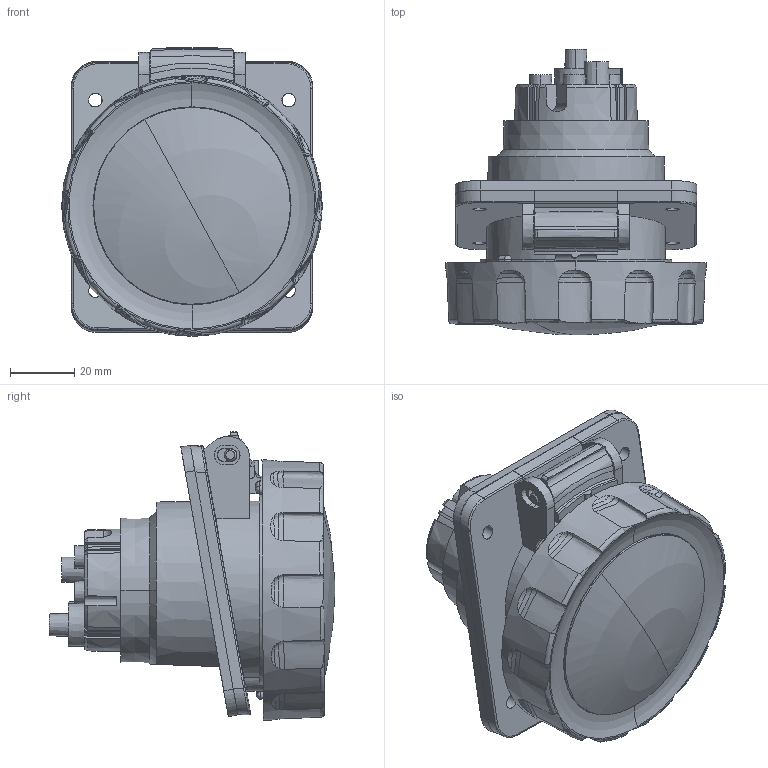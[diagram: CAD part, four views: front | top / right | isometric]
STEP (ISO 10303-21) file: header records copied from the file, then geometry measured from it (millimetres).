
FILE_DESCRIPTION((''),'2;1');
FILE_NAME('GW62231H_SW0003','2020-09-07T09:59:12',('User'),('Technoprobe spa'),'CREO PARAMETRIC BY PTC INC, 2020074','CREO PARAMETRIC BY PTC INC, 2020074','');
FILE_SCHEMA(('CONFIG_CONTROL_DESIGN'));
Length unit declared in the file: millimetre
Products named in the file (1): GW62231H_SW0003
Bounding box: 80.9 x 88.78 x 89.69 mm (x, y, z)
Volume: 235122.2 mm3; surface area: 37903.3 mm2
Topology: 1 solids, 1 shells, 357 faces, 1055 edges, 710 vertices
Faces by surface type: plane 126, bspline 73, cone 63, cylinder 60, torus 29, extrusion 4, sphere 2
Entity records: 16776 total; most frequent: CARTESIAN_POINT 8046, ORIENTED_EDGE 2106, DIRECTION 1413, EDGE_CURVE 1053, VERTEX_POINT 710, AXIS2_PLACEMENT_3D 543, B_SPLINE_CURVE_WITH_KNOTS 471, EDGE_LOOP 385
